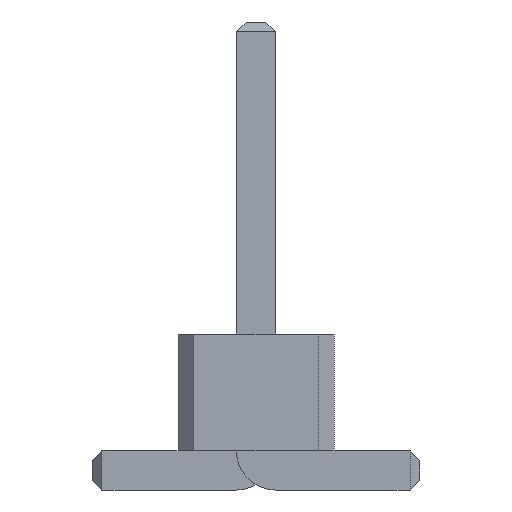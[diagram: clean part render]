
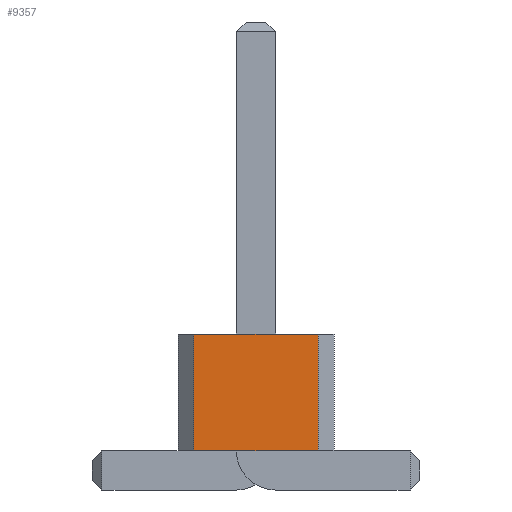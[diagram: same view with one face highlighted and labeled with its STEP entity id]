
A CAD part, front view. The second image highlights one B-rep face of the part: STEP entity #9357.
In plain terms, the highlighted planar face has unit normal (0, -1, 0).
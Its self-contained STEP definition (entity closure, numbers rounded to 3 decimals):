
#1726 = VERTEX_POINT('',#1727);
#1727 = CARTESIAN_POINT('',(0.8,-33.,0.5));
#1733 = EDGE_CURVE('',#1734,#1726,#1736,.T.);
#1734 = VERTEX_POINT('',#1735);
#1735 = CARTESIAN_POINT('',(-0.8,-33.,0.5));
#1736 = LINE('',#1737,#1738);
#1737 = CARTESIAN_POINT('',(-0.8,-33.,0.5));
#1738 = VECTOR('',#1739,1.);
#1739 = DIRECTION('',(1.,0.,0.));
#4079 = VERTEX_POINT('',#4080);
#4080 = CARTESIAN_POINT('',(0.8,-33.,2.));
#4086 = EDGE_CURVE('',#4087,#4079,#4089,.T.);
#4087 = VERTEX_POINT('',#4088);
#4088 = CARTESIAN_POINT('',(-0.8,-33.,2.));
#4089 = LINE('',#4090,#4091);
#4090 = CARTESIAN_POINT('',(-0.8,-33.,2.));
#4091 = VECTOR('',#4092,1.);
#4092 = DIRECTION('',(1.,0.,0.));
#9346 = EDGE_CURVE('',#1734,#4087,#9347,.T.);
#9347 = LINE('',#9348,#9349);
#9348 = CARTESIAN_POINT('',(-0.8,-33.,0.5));
#9349 = VECTOR('',#9350,1.);
#9350 = DIRECTION('',(0.,0.,1.));
#9357 = ADVANCED_FACE('',(#9358),#9369,.F.);
#9358 = FACE_BOUND('',#9359,.F.);
#9359 = EDGE_LOOP('',(#9360,#9361,#9362,#9368));
#9360 = ORIENTED_EDGE('',*,*,#9346,.T.);
#9361 = ORIENTED_EDGE('',*,*,#4086,.T.);
#9362 = ORIENTED_EDGE('',*,*,#9363,.F.);
#9363 = EDGE_CURVE('',#1726,#4079,#9364,.T.);
#9364 = LINE('',#9365,#9366);
#9365 = CARTESIAN_POINT('',(0.8,-33.,0.5));
#9366 = VECTOR('',#9367,1.);
#9367 = DIRECTION('',(0.,0.,1.));
#9368 = ORIENTED_EDGE('',*,*,#1733,.F.);
#9369 = PLANE('',#9370);
#9370 = AXIS2_PLACEMENT_3D('',#9371,#9372,#9373);
#9371 = CARTESIAN_POINT('',(-0.8,-33.,0.5));
#9372 = DIRECTION('',(0.,1.,0.));
#9373 = DIRECTION('',(1.,0.,0.));
